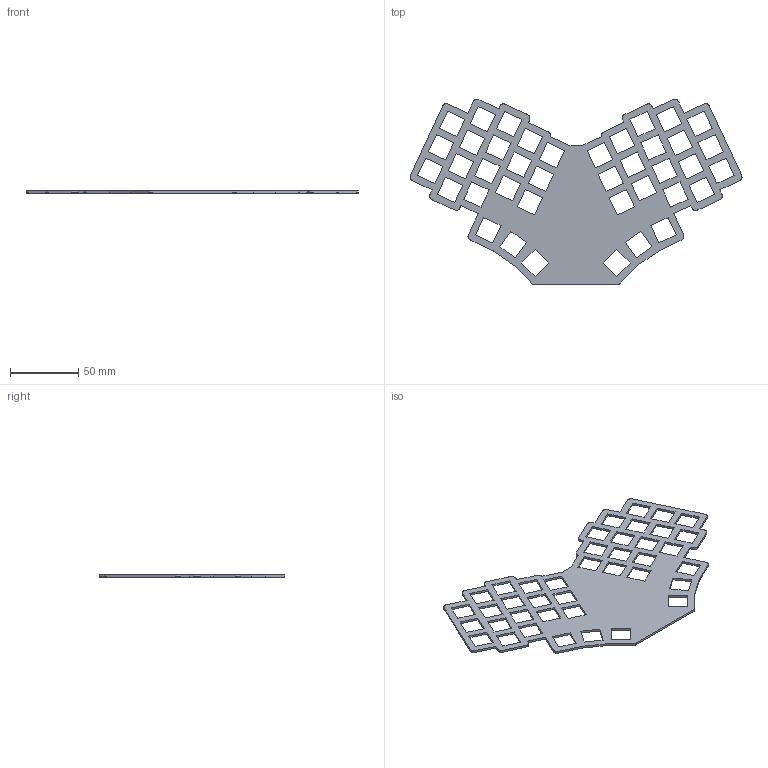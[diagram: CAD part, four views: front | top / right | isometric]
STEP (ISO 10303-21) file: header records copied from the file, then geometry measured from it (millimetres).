
FILE_DESCRIPTION(/* description */ (''),/* implementation_level */ '2;1');
FILE_NAME(/* name */ 'barobord-switchplate.step',/* time_stamp */ '2021-07-30T04:36:47-07:00',/* author */ (''),/* organization */ (''),/* preprocessor_version */ 'ST-DEVELOPER v18.1',/* originating_system */ 'Autodesk Translation Framework v10.9.0.1377',/* authorisation */ '');
FILE_SCHEMA (('AUTOMOTIVE_DESIGN { 1 0 10303 214 3 1 1 }'));
Length unit declared in the file: millimetre
Products named in the file (1): barobord-switchplate
Bounding box: 243.16 x 136.21 x 1.6 mm (x, y, z)
Volume: 22078.2 mm3; surface area: 32321.6 mm2
Topology: 1 solids, 1 shells, 837 faces, 2505 edges, 1670 vertices
Faces by surface type: plane 836, cylinder 1
Entity records: 27774 total; most frequent: CARTESIAN_POINT 5013, ORIENTED_EDGE 5010, DIRECTION 4183, EDGE_CURVE 2505, LINE 2503, VECTOR 2503, VERTEX_POINT 1670, EDGE_LOOP 917
